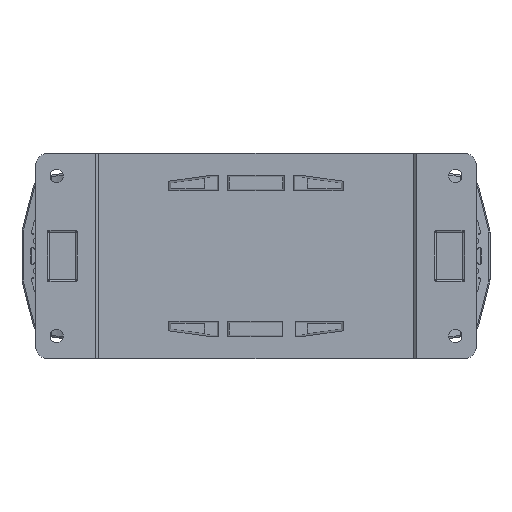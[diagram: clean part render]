
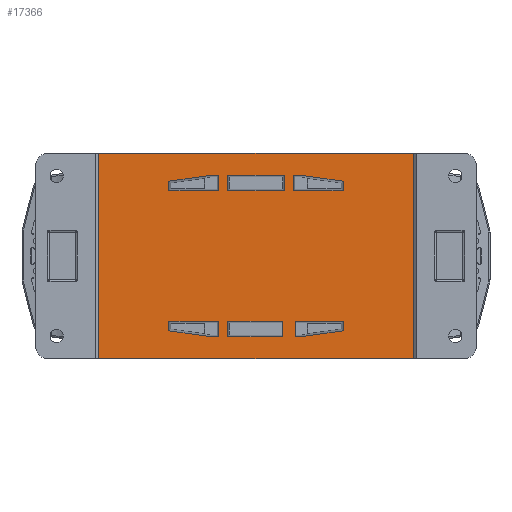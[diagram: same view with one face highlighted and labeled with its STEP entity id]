
A CAD part, front view. The second image highlights one B-rep face of the part: STEP entity #17366.
In plain terms, the highlighted planar face has unit normal (0, -1, 0).
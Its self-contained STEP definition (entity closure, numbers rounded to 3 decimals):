
#12188=PLANE('',#44857);
#13559=LINE('',#61414,#19446);
#13562=LINE('',#61420,#19449);
#13566=LINE('',#61427,#19453);
#13568=LINE('',#61430,#19455);
#13574=LINE('',#61443,#19461);
#13575=LINE('',#61445,#19462);
#13579=LINE('',#61453,#19466);
#13583=LINE('',#61462,#19470);
#13586=LINE('',#61468,#19473);
#13587=LINE('',#61470,#19474);
#13591=LINE('',#61478,#19478);
#13595=LINE('',#61487,#19482);
#13598=LINE('',#61493,#19485);
#13602=LINE('',#61502,#19489);
#13605=LINE('',#61508,#19492);
#13606=LINE('',#61510,#19493);
#13614=LINE('',#61526,#19501);
#13618=LINE('',#61533,#19505);
#13624=LINE('',#61546,#19511);
#13627=LINE('',#61552,#19514);
#13633=LINE('',#61564,#19520);
#13634=LINE('',#61566,#19521);
#13639=LINE('',#61577,#19526);
#13643=LINE('',#61586,#19530);
#13647=LINE('',#61594,#19534);
#13648=LINE('',#61596,#19535);
#13656=LINE('',#61612,#19543);
#13660=LINE('',#61619,#19547);
#13671=LINE('',#61642,#19558);
#13673=LINE('',#61646,#19560);
#13675=LINE('',#61650,#19562);
#13676=LINE('',#61652,#19563);
#17366=ADVANCED_FACE('',(#23079,#23080,#23081,#23082,#23083,#23084,#23085),
#12188,.T.);
#19446=VECTOR('',#48908,1.);
#19449=VECTOR('',#48913,1.);
#19453=VECTOR('',#48919,1.);
#19455=VECTOR('',#48923,1.);
#19461=VECTOR('',#48931,1.);
#19462=VECTOR('',#48934,1.);
#19466=VECTOR('',#48942,1.);
#19470=VECTOR('',#48948,1.);
#19473=VECTOR('',#48953,1.);
#19474=VECTOR('',#48956,1.);
#19478=VECTOR('',#48964,1.);
#19482=VECTOR('',#48970,1.);
#19485=VECTOR('',#48975,1.);
#19489=VECTOR('',#48981,1.);
#19492=VECTOR('',#48986,1.);
#19493=VECTOR('',#48989,1.);
#19501=VECTOR('',#49001,1.);
#19505=VECTOR('',#49007,1.);
#19511=VECTOR('',#49019,1.);
#19514=VECTOR('',#49024,1.);
#19520=VECTOR('',#49038,1.);
#19521=VECTOR('',#49041,1.);
#19526=VECTOR('',#49048,1.);
#19530=VECTOR('',#49054,1.);
#19534=VECTOR('',#49060,1.);
#19535=VECTOR('',#49063,1.);
#19543=VECTOR('',#49075,1.);
#19547=VECTOR('',#49081,1.);
#19558=VECTOR('',#49104,1.);
#19560=VECTOR('',#49108,1.);
#19562=VECTOR('',#49112,1.);
#19563=VECTOR('',#49115,1.);
#23079=FACE_BOUND('',#23748,.T.);
#23080=FACE_BOUND('',#23749,.T.);
#23081=FACE_BOUND('',#23750,.T.);
#23082=FACE_BOUND('',#23751,.T.);
#23083=FACE_BOUND('',#23752,.T.);
#23084=FACE_BOUND('',#23753,.T.);
#23085=FACE_BOUND('',#23754,.T.);
#23748=EDGE_LOOP('',(#27568,#27569,#27570,#27571,#27572));
#23749=EDGE_LOOP('',(#27573,#27574,#27575,#27576));
#23750=EDGE_LOOP('',(#27577,#27578,#27579,#27580));
#23751=EDGE_LOOP('',(#27581,#27582,#27583,#27584,#27585));
#23752=EDGE_LOOP('',(#27586,#27587,#27588,#27589,#27590));
#23753=EDGE_LOOP('',(#27591,#27592,#27593,#27594,#27595));
#23754=EDGE_LOOP('',(#27596,#27597,#27598,#27599));
#27568=ORIENTED_EDGE('',*,*,#40282,.T.);
#27569=ORIENTED_EDGE('',*,*,#40280,.T.);
#27570=ORIENTED_EDGE('',*,*,#40248,.T.);
#27571=ORIENTED_EDGE('',*,*,#40243,.T.);
#27572=ORIENTED_EDGE('',*,*,#40284,.T.);
#27573=ORIENTED_EDGE('',*,*,#40177,.T.);
#27574=ORIENTED_EDGE('',*,*,#40183,.F.);
#27575=ORIENTED_EDGE('',*,*,#40184,.T.);
#27576=ORIENTED_EDGE('',*,*,#40188,.T.);
#27577=ORIENTED_EDGE('',*,*,#40196,.T.);
#27578=ORIENTED_EDGE('',*,*,#40195,.F.);
#27579=ORIENTED_EDGE('',*,*,#40192,.T.);
#27580=ORIENTED_EDGE('',*,*,#40200,.T.);
#27581=ORIENTED_EDGE('',*,*,#40215,.F.);
#27582=ORIENTED_EDGE('',*,*,#40227,.F.);
#27583=ORIENTED_EDGE('',*,*,#40223,.F.);
#27584=ORIENTED_EDGE('',*,*,#40211,.F.);
#27585=ORIENTED_EDGE('',*,*,#40214,.F.);
#27586=ORIENTED_EDGE('',*,*,#40204,.F.);
#27587=ORIENTED_EDGE('',*,*,#40207,.F.);
#27588=ORIENTED_EDGE('',*,*,#40236,.F.);
#27589=ORIENTED_EDGE('',*,*,#40233,.F.);
#27590=ORIENTED_EDGE('',*,*,#40242,.F.);
#27591=ORIENTED_EDGE('',*,*,#40256,.T.);
#27592=ORIENTED_EDGE('',*,*,#40257,.T.);
#27593=ORIENTED_EDGE('',*,*,#40269,.T.);
#27594=ORIENTED_EDGE('',*,*,#40265,.T.);
#27595=ORIENTED_EDGE('',*,*,#40252,.T.);
#27596=ORIENTED_EDGE('',*,*,#40168,.T.);
#27597=ORIENTED_EDGE('',*,*,#40171,.F.);
#27598=ORIENTED_EDGE('',*,*,#40175,.T.);
#27599=ORIENTED_EDGE('',*,*,#40285,.F.);
#36424=VERTEX_POINT('',#61406);
#36427=VERTEX_POINT('',#61413);
#36429=VERTEX_POINT('',#61419);
#36431=VERTEX_POINT('',#61426);
#36432=VERTEX_POINT('',#61431);
#36433=VERTEX_POINT('',#61432);
#36437=VERTEX_POINT('',#61442);
#36438=VERTEX_POINT('',#61446);
#36440=VERTEX_POINT('',#61456);
#36443=VERTEX_POINT('',#61461);
#36444=VERTEX_POINT('',#61465);
#36446=VERTEX_POINT('',#61471);
#36448=VERTEX_POINT('',#61481);
#36451=VERTEX_POINT('',#61486);
#36453=VERTEX_POINT('',#61492);
#36454=VERTEX_POINT('',#61496);
#36457=VERTEX_POINT('',#61501);
#36459=VERTEX_POINT('',#61507);
#36460=VERTEX_POINT('',#61511);
#36466=VERTEX_POINT('',#61527);
#36472=VERTEX_POINT('',#61547);
#36473=VERTEX_POINT('',#61548);
#36476=VERTEX_POINT('',#61567);
#36477=VERTEX_POINT('',#61568);
#36481=VERTEX_POINT('',#61578);
#36484=VERTEX_POINT('',#61585);
#36485=VERTEX_POINT('',#61587);
#36487=VERTEX_POINT('',#61593);
#36488=VERTEX_POINT('',#61597);
#36494=VERTEX_POINT('',#61613);
#36502=VERTEX_POINT('',#61643);
#36503=VERTEX_POINT('',#61647);
#40168=EDGE_CURVE('',#36424,#36427,#13559,.T.);
#40171=EDGE_CURVE('',#36429,#36427,#13562,.T.);
#40175=EDGE_CURVE('',#36429,#36431,#13566,.T.);
#40177=EDGE_CURVE('',#36432,#36433,#13568,.T.);
#40183=EDGE_CURVE('',#36437,#36433,#13574,.T.);
#40184=EDGE_CURVE('',#36437,#36438,#13575,.T.);
#40188=EDGE_CURVE('',#36438,#36432,#13579,.T.);
#40192=EDGE_CURVE('',#36440,#36443,#13583,.T.);
#40195=EDGE_CURVE('',#36440,#36444,#13586,.T.);
#40196=EDGE_CURVE('',#36446,#36444,#13587,.T.);
#40200=EDGE_CURVE('',#36443,#36446,#13591,.T.);
#40204=EDGE_CURVE('',#36451,#36448,#13595,.T.);
#40207=EDGE_CURVE('',#36453,#36451,#13598,.T.);
#40211=EDGE_CURVE('',#36457,#36454,#13602,.T.);
#40214=EDGE_CURVE('',#36459,#36457,#13605,.T.);
#40215=EDGE_CURVE('',#36460,#36459,#13606,.T.);
#40223=EDGE_CURVE('',#36454,#36466,#13614,.T.);
#40227=EDGE_CURVE('',#36466,#36460,#13618,.T.);
#40233=EDGE_CURVE('',#36472,#36473,#13624,.T.);
#40236=EDGE_CURVE('',#36473,#36453,#13627,.T.);
#40242=EDGE_CURVE('',#36448,#36472,#13633,.T.);
#40243=EDGE_CURVE('',#36476,#36477,#13634,.T.);
#40248=EDGE_CURVE('',#36481,#36476,#13639,.T.);
#40252=EDGE_CURVE('',#36485,#36484,#13643,.T.);
#40256=EDGE_CURVE('',#36484,#36487,#13647,.T.);
#40257=EDGE_CURVE('',#36487,#36488,#13648,.T.);
#40265=EDGE_CURVE('',#36494,#36485,#13656,.T.);
#40269=EDGE_CURVE('',#36488,#36494,#13660,.T.);
#40280=EDGE_CURVE('',#36502,#36481,#13671,.T.);
#40282=EDGE_CURVE('',#36503,#36502,#13673,.T.);
#40284=EDGE_CURVE('',#36477,#36503,#13675,.T.);
#40285=EDGE_CURVE('',#36424,#36431,#13676,.T.);
#44857=AXIS2_PLACEMENT_3D('',#61653,#49116,#49117);
#48908=DIRECTION('',(-1.,0.,0.));
#48913=DIRECTION('',(0.,0.,1.));
#48919=DIRECTION('',(1.,0.,0.));
#48923=DIRECTION('',(-1.,0.,0.));
#48931=DIRECTION('',(0.,0.,-1.));
#48934=DIRECTION('',(1.,0.,0.));
#48942=DIRECTION('',(0.,0.,-1.));
#48948=DIRECTION('',(0.,0.,-1.));
#48953=DIRECTION('',(-1.,0.,0.));
#48956=DIRECTION('',(0.,0.,1.));
#48964=DIRECTION('',(-1.,0.,0.));
#48970=DIRECTION('',(0.,0.,-1.));
#48975=DIRECTION('',(-1.,0.,0.));
#48981=DIRECTION('',(-1.,0.,0.));
#48986=DIRECTION('',(0.,0.,1.));
#48989=DIRECTION('',(1.,0.,0.));
#49001=DIRECTION('',(-0.99,0.,-0.139));
#49007=DIRECTION('',(0.,0.,-1.));
#49019=DIRECTION('',(0.,0.,1.));
#49024=DIRECTION('',(-0.99,0.,0.139));
#49038=DIRECTION('',(1.,0.,0.));
#49041=DIRECTION('',(0.,0.,1.));
#49048=DIRECTION('',(-1.,0.,0.));
#49054=DIRECTION('',(0.,0.,-1.));
#49060=DIRECTION('',(-1.,0.,0.));
#49063=DIRECTION('',(-0.99,0.,0.139));
#49075=DIRECTION('',(1.,0.,0.));
#49081=DIRECTION('',(0.,0.,1.));
#49104=DIRECTION('',(-0.99,0.,-0.139));
#49108=DIRECTION('',(0.,0.,-1.));
#49112=DIRECTION('',(1.,0.,0.));
#49115=DIRECTION('',(0.,0.,-1.));
#49116=DIRECTION('',(0.,-1.,0.));
#49117=DIRECTION('',(0.,0.,1.));
#61406=CARTESIAN_POINT('',(52.25,-62.2,34.));
#61413=CARTESIAN_POINT('',(-51.75,-62.2,34.));
#61414=CARTESIAN_POINT('',(52.25,-62.2,34.));
#61419=CARTESIAN_POINT('',(-51.75,-62.2,-34.));
#61420=CARTESIAN_POINT('',(-51.75,-62.2,-34.));
#61426=CARTESIAN_POINT('',(52.25,-62.2,-34.));
#61427=CARTESIAN_POINT('',(-51.75,-62.2,-34.));
#61430=CARTESIAN_POINT('',(8.972,-62.2,-26.734));
#61431=CARTESIAN_POINT('',(8.972,-62.2,-26.734));
#61432=CARTESIAN_POINT('',(-9.1,-62.2,-26.734));
#61442=CARTESIAN_POINT('',(-9.1,-62.2,-21.587));
#61443=CARTESIAN_POINT('',(-9.1,-62.2,-21.587));
#61445=CARTESIAN_POINT('',(-9.1,-62.2,-21.587));
#61446=CARTESIAN_POINT('',(8.972,-62.2,-21.587));
#61453=CARTESIAN_POINT('',(8.972,-62.2,-21.587));
#61456=CARTESIAN_POINT('',(9.6,-62.2,26.734));
#61461=CARTESIAN_POINT('',(9.6,-62.2,21.587));
#61462=CARTESIAN_POINT('',(9.6,-62.2,26.734));
#61465=CARTESIAN_POINT('',(-9.1,-62.2,26.734));
#61468=CARTESIAN_POINT('',(9.6,-62.2,26.734));
#61470=CARTESIAN_POINT('',(-9.1,-62.2,21.587));
#61471=CARTESIAN_POINT('',(-9.1,-62.2,21.587));
#61478=CARTESIAN_POINT('',(9.6,-62.2,21.587));
#61481=CARTESIAN_POINT('',(12.6,-62.2,21.587));
#61486=CARTESIAN_POINT('',(12.6,-62.2,26.734));
#61487=CARTESIAN_POINT('',(12.6,-62.2,26.734));
#61492=CARTESIAN_POINT('',(15.028,-62.2,26.734));
#61493=CARTESIAN_POINT('',(15.028,-62.2,26.734));
#61496=CARTESIAN_POINT('',(-14.528,-62.2,26.734));
#61501=CARTESIAN_POINT('',(-12.1,-62.2,26.734));
#61502=CARTESIAN_POINT('',(-12.1,-62.2,26.734));
#61507=CARTESIAN_POINT('',(-12.1,-62.2,21.587));
#61508=CARTESIAN_POINT('',(-12.1,-62.2,21.587));
#61510=CARTESIAN_POINT('',(-28.628,-62.2,21.587));
#61511=CARTESIAN_POINT('',(-28.628,-62.2,21.587));
#61526=CARTESIAN_POINT('',(-14.528,-62.2,26.734));
#61527=CARTESIAN_POINT('',(-28.628,-62.2,24.755));
#61533=CARTESIAN_POINT('',(-28.628,-62.2,24.755));
#61546=CARTESIAN_POINT('',(29.128,-62.2,21.587));
#61547=CARTESIAN_POINT('',(29.128,-62.2,21.587));
#61548=CARTESIAN_POINT('',(29.128,-62.2,24.755));
#61552=CARTESIAN_POINT('',(29.128,-62.2,24.755));
#61564=CARTESIAN_POINT('',(12.6,-62.2,21.587));
#61566=CARTESIAN_POINT('',(13.228,-62.2,-26.734));
#61567=CARTESIAN_POINT('',(13.228,-62.2,-26.734));
#61568=CARTESIAN_POINT('',(13.228,-62.2,-21.587));
#61577=CARTESIAN_POINT('',(15.028,-62.2,-26.734));
#61578=CARTESIAN_POINT('',(15.028,-62.2,-26.734));
#61585=CARTESIAN_POINT('',(-12.1,-62.2,-26.734));
#61586=CARTESIAN_POINT('',(-12.1,-62.2,-21.587));
#61587=CARTESIAN_POINT('',(-12.1,-62.2,-21.587));
#61593=CARTESIAN_POINT('',(-14.528,-62.2,-26.734));
#61594=CARTESIAN_POINT('',(-12.1,-62.2,-26.734));
#61596=CARTESIAN_POINT('',(-14.528,-62.2,-26.734));
#61597=CARTESIAN_POINT('',(-28.628,-62.2,-24.755));
#61612=CARTESIAN_POINT('',(-28.628,-62.2,-21.587));
#61613=CARTESIAN_POINT('',(-28.628,-62.2,-21.587));
#61619=CARTESIAN_POINT('',(-28.628,-62.2,-24.755));
#61642=CARTESIAN_POINT('',(29.128,-62.2,-24.755));
#61643=CARTESIAN_POINT('',(29.128,-62.2,-24.755));
#61646=CARTESIAN_POINT('',(29.128,-62.2,-21.587));
#61647=CARTESIAN_POINT('',(29.128,-62.2,-21.587));
#61650=CARTESIAN_POINT('',(13.228,-62.2,-21.587));
#61652=CARTESIAN_POINT('',(52.25,-62.2,34.));
#61653=CARTESIAN_POINT('',(-19.378,-62.2,30.805));
